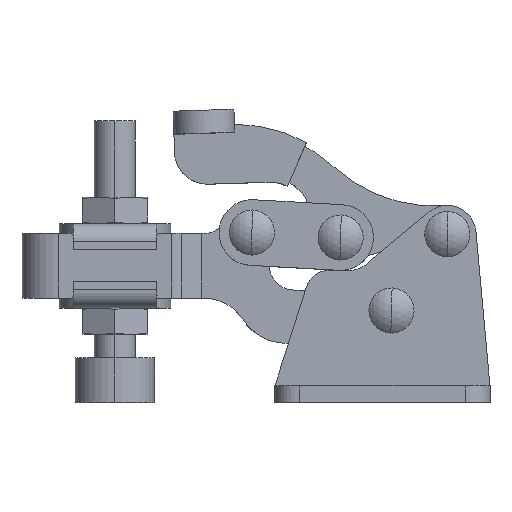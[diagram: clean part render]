
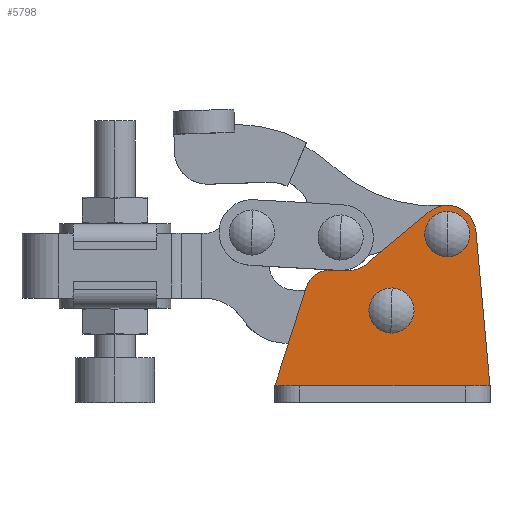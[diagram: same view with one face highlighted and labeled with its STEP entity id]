
A CAD part, top view. The second image highlights one B-rep face of the part: STEP entity #5798.
In plain terms, the highlighted planar face has unit normal (0, 0, 1).
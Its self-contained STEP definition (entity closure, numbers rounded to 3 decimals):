
#41 = CARTESIAN_POINT ( 'NONE',  ( 3.002, 6.5, 2. ) ) ;
#143 = PLANE ( 'NONE',  #1845 ) ;
#167 = EDGE_CURVE ( 'NONE', #8008, #6420, #310, .T. ) ;
#310 = CIRCLE ( 'NONE', #7538, 3. ) ;
#350 = VERTEX_POINT ( 'NONE', #1746 ) ;
#404 = EDGE_CURVE ( 'NONE', #5080, #350, #860, .T. ) ;
#423 = ORIENTED_EDGE ( 'NONE', *, *, #1796, .F. ) ;
#473 = EDGE_LOOP ( 'NONE', ( #8500, #3961, #5234, #6877, #1818, #559, #1867, #6127, #2301 ) ) ;
#559 = ORIENTED_EDGE ( 'NONE', *, *, #3668, .F. ) ;
#582 = VERTEX_POINT ( 'NONE', #7059 ) ;
#616 = VERTEX_POINT ( 'NONE', #9795 ) ;
#860 = LINE ( 'NONE', #41, #7103 ) ;
#866 = CARTESIAN_POINT ( 'NONE',  ( -12.067, 21.387, 2. ) ) ;
#881 = AXIS2_PLACEMENT_3D ( 'NONE', #5958, #9176, #8788 ) ;
#945 = EDGE_CURVE ( 'NONE', #616, #4908, #6500, .T. ) ;
#992 = DIRECTION ( 'NONE',  ( 1., 0.008, 0. ) ) ;
#1226 = CARTESIAN_POINT ( 'NONE',  ( -14.056, 20.592, 2. ) ) ;
#1293 = CARTESIAN_POINT ( 'NONE',  ( -23.198, 6.5, 2. ) ) ;
#1306 = EDGE_CURVE ( 'NONE', #350, #8870, #4448, .T. ) ;
#1746 = CARTESIAN_POINT ( 'NONE',  ( 1.288, 25.318, 2. ) ) ;
#1747 = EDGE_CURVE ( 'NONE', #5890, #582, #4068, .T. ) ;
#1796 = EDGE_CURVE ( 'NONE', #5047, #2059, #7336, .T. ) ;
#1818 = ORIENTED_EDGE ( 'NONE', *, *, #945, .T. ) ;
#1845 = AXIS2_PLACEMENT_3D ( 'NONE', #3421, #5591, #6372 ) ;
#1855 = AXIS2_PLACEMENT_3D ( 'NONE', #6234, #2819, #6028 ) ;
#1867 = ORIENTED_EDGE ( 'NONE', *, *, #404, .T. ) ;
#1898 = EDGE_CURVE ( 'NONE', #2311, #8008, #6454, .T. ) ;
#2004 = CIRCLE ( 'NONE', #5879, 2.75 ) ;
#2059 = VERTEX_POINT ( 'NONE', #9308 ) ;
#2166 = CARTESIAN_POINT ( 'NONE',  ( -8.998, 15.7, 2. ) ) ;
#2222 = CIRCLE ( 'NONE', #881, 3. ) ;
#2234 = DIRECTION ( 'NONE',  ( -0.091, 0.996, 0. ) ) ;
#2301 = ORIENTED_EDGE ( 'NONE', *, *, #8796, .T. ) ;
#2311 = VERTEX_POINT ( 'NONE', #7109 ) ;
#2369 = CARTESIAN_POINT ( 'NONE',  ( -2.22, 27.75, 2. ) ) ;
#2506 = CARTESIAN_POINT ( 'NONE',  ( -2.198, 25., 2. ) ) ;
#2549 = DIRECTION ( 'NONE',  ( -0.304, -0.953, 0. ) ) ;
#2770 = DIRECTION ( 'NONE',  ( 0., 0., 1. ) ) ;
#2819 = DIRECTION ( 'NONE',  ( 0., 0., 1. ) ) ;
#2838 = AXIS2_PLACEMENT_3D ( 'NONE', #2506, #5952, #6716 ) ;
#3153 = CARTESIAN_POINT ( 'NONE',  ( -2.198, 25., 2. ) ) ;
#3266 = VECTOR ( 'NONE', #7784, 1000. ) ;
#3383 = FACE_BOUND ( 'NONE', #9413, .T. ) ;
#3421 = CARTESIAN_POINT ( 'NONE',  ( -2.198, 25., 2. ) ) ;
#3457 = AXIS2_PLACEMENT_3D ( 'NONE', #3153, #5986, #992 ) ;
#3668 = EDGE_CURVE ( 'NONE', #5080, #4908, #9251, .T. ) ;
#3961 = ORIENTED_EDGE ( 'NONE', *, *, #1898, .F. ) ;
#4014 = EDGE_CURVE ( 'NONE', #582, #5890, #4489, .T. ) ;
#4037 = CARTESIAN_POINT ( 'NONE',  ( -11.825, 21.588, 2. ) ) ;
#4068 = CIRCLE ( 'NONE', #2838, 2.75 ) ;
#4180 = DIRECTION ( 'NONE',  ( 1., -0.027, 0. ) ) ;
#4325 = CARTESIAN_POINT ( 'NONE',  ( -23.198, 6.5, 2. ) ) ;
#4426 = VECTOR ( 'NONE', #7615, 1000. ) ;
#4448 = CIRCLE ( 'NONE', #6978, 3.5 ) ;
#4489 = CIRCLE ( 'NONE', #3457, 2.75 ) ;
#4798 = CIRCLE ( 'NONE', #1855, 3. ) ;
#4908 = VERTEX_POINT ( 'NONE', #4325 ) ;
#4963 = EDGE_LOOP ( 'NONE', ( #423, #6261 ) ) ;
#5047 = VERTEX_POINT ( 'NONE', #9111 ) ;
#5080 = VERTEX_POINT ( 'NONE', #9026 ) ;
#5194 = FACE_BOUND ( 'NONE', #4963, .T. ) ;
#5234 = ORIENTED_EDGE ( 'NONE', *, *, #8550, .F. ) ;
#5483 = CARTESIAN_POINT ( 'NONE',  ( -18.941, 19.413, 2. ) ) ;
#5564 = DIRECTION ( 'NONE',  ( 1., -0.027, 0. ) ) ;
#5591 = DIRECTION ( 'NONE',  ( 0., 0., 1. ) ) ;
#5741 = DIRECTION ( 'NONE',  ( 0., 0., 1. ) ) ;
#5795 = ORIENTED_EDGE ( 'NONE', *, *, #4014, .F. ) ;
#5798 = ADVANCED_FACE ( 'NONE', ( #3383, #5194, #7167 ), #143, .T. ) ;
#5879 = AXIS2_PLACEMENT_3D ( 'NONE', #6244, #5741, #5564 ) ;
#5890 = VERTEX_POINT ( 'NONE', #2369 ) ;
#5942 = DIRECTION ( 'NONE',  ( 1., 0., 0. ) ) ;
#5952 = DIRECTION ( 'NONE',  ( 0., 0., 1. ) ) ;
#5958 = CARTESIAN_POINT ( 'NONE',  ( -16.556, 17.592, 2. ) ) ;
#5974 = CARTESIAN_POINT ( 'NONE',  ( -14.056, 20.592, 2. ) ) ;
#5986 = DIRECTION ( 'NONE',  ( 0., 0., 1. ) ) ;
#6028 = DIRECTION ( 'NONE',  ( 1., 0., 0. ) ) ;
#6127 = ORIENTED_EDGE ( 'NONE', *, *, #1306, .T. ) ;
#6234 = CARTESIAN_POINT ( 'NONE',  ( -16.478, 17.7, 2. ) ) ;
#6244 = CARTESIAN_POINT ( 'NONE',  ( -8.998, 15.7, 2. ) ) ;
#6261 = ORIENTED_EDGE ( 'NONE', *, *, #7205, .F. ) ;
#6372 = DIRECTION ( 'NONE',  ( 1., 0., 0. ) ) ;
#6420 = VERTEX_POINT ( 'NONE', #4037 ) ;
#6454 = LINE ( 'NONE', #5974, #4426 ) ;
#6500 = LINE ( 'NONE', #1293, #8997 ) ;
#6716 = DIRECTION ( 'NONE',  ( 1., 0.008, 0. ) ) ;
#6877 = ORIENTED_EDGE ( 'NONE', *, *, #7568, .T. ) ;
#6978 = AXIS2_PLACEMENT_3D ( 'NONE', #9041, #8921, #8882 ) ;
#7059 = CARTESIAN_POINT ( 'NONE',  ( -2.176, 22.25, 2. ) ) ;
#7103 = VECTOR ( 'NONE', #2234, 1000. ) ;
#7109 = CARTESIAN_POINT ( 'NONE',  ( -16.556, 20.592, 2. ) ) ;
#7119 = VECTOR ( 'NONE', #8974, 1000. ) ;
#7167 = FACE_OUTER_BOUND ( 'NONE', #473, .T. ) ;
#7205 = EDGE_CURVE ( 'NONE', #2059, #5047, #2004, .T. ) ;
#7283 = CARTESIAN_POINT ( 'NONE',  ( -4.427, 27.698, 2. ) ) ;
#7336 = CIRCLE ( 'NONE', #7411, 2.75 ) ;
#7339 = LINE ( 'NONE', #866, #7119 ) ;
#7411 = AXIS2_PLACEMENT_3D ( 'NONE', #2166, #8694, #4180 ) ;
#7538 = AXIS2_PLACEMENT_3D ( 'NONE', #7999, #2770, #5942 ) ;
#7568 = EDGE_CURVE ( 'NONE', #9081, #616, #4798, .T. ) ;
#7615 = DIRECTION ( 'NONE',  ( 1., 0., 0. ) ) ;
#7766 = ORIENTED_EDGE ( 'NONE', *, *, #1747, .F. ) ;
#7784 = DIRECTION ( 'NONE',  ( -1., 0., 0. ) ) ;
#7999 = CARTESIAN_POINT ( 'NONE',  ( -14.056, 23.592, 2. ) ) ;
#8008 = VERTEX_POINT ( 'NONE', #1226 ) ;
#8490 = CARTESIAN_POINT ( 'NONE',  ( -2.198, 6.5, 2. ) ) ;
#8500 = ORIENTED_EDGE ( 'NONE', *, *, #167, .F. ) ;
#8550 = EDGE_CURVE ( 'NONE', #9081, #2311, #2222, .T. ) ;
#8694 = DIRECTION ( 'NONE',  ( 0., 0., 1. ) ) ;
#8788 = DIRECTION ( 'NONE',  ( 1., 0., 0. ) ) ;
#8796 = EDGE_CURVE ( 'NONE', #8870, #6420, #7339, .T. ) ;
#8870 = VERTEX_POINT ( 'NONE', #7283 ) ;
#8882 = DIRECTION ( 'NONE',  ( 1., 0., 0. ) ) ;
#8921 = DIRECTION ( 'NONE',  ( 0., 0., 1. ) ) ;
#8974 = DIRECTION ( 'NONE',  ( -0.771, -0.637, 0. ) ) ;
#8997 = VECTOR ( 'NONE', #2549, 1000. ) ;
#9026 = CARTESIAN_POINT ( 'NONE',  ( 3.002, 6.5, 2. ) ) ;
#9041 = CARTESIAN_POINT ( 'NONE',  ( -2.198, 25., 2. ) ) ;
#9081 = VERTEX_POINT ( 'NONE', #5483 ) ;
#9111 = CARTESIAN_POINT ( 'NONE',  ( -8.925, 18.449, 2. ) ) ;
#9176 = DIRECTION ( 'NONE',  ( 0., 0., -1. ) ) ;
#9251 = LINE ( 'NONE', #8490, #3266 ) ;
#9308 = CARTESIAN_POINT ( 'NONE',  ( -9.071, 12.951, 2. ) ) ;
#9413 = EDGE_LOOP ( 'NONE', ( #7766, #5795 ) ) ;
#9795 = CARTESIAN_POINT ( 'NONE',  ( -19.336, 18.611, 2. ) ) ;
